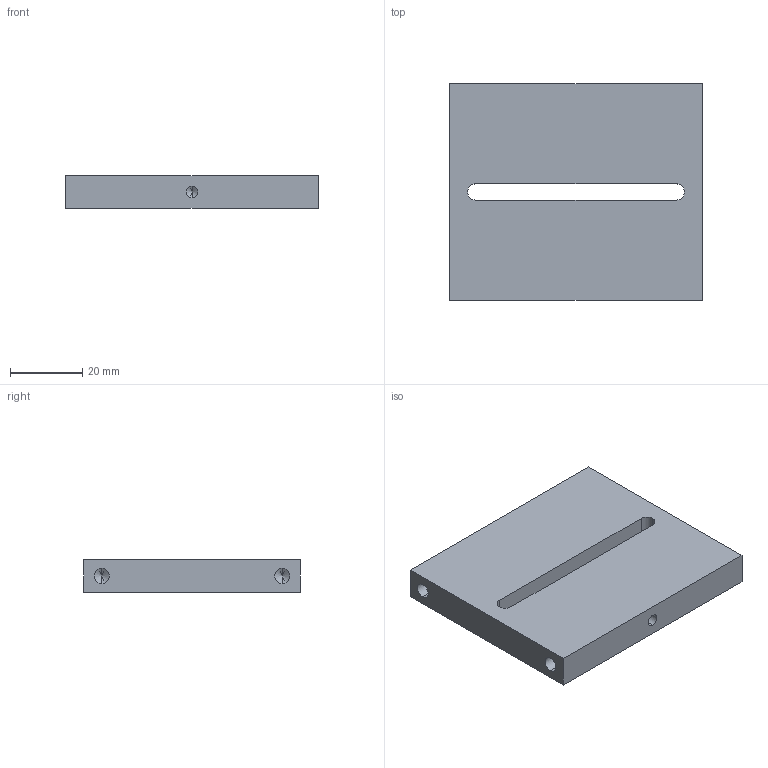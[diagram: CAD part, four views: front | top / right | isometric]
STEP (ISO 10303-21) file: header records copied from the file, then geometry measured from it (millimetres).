
FILE_DESCRIPTION (( 'STEP AP214' ), '1' );
FILE_NAME ('XW-USI-012-Aa-glissiere-tendeur.STEP', '2020-05-25T07:05:56', ( '' ), ( '' ), 'SwSTEP 2.0', 'SolidWorks 2016', '' );
FILE_SCHEMA (( 'AUTOMOTIVE_DESIGN' ));
Length unit declared in the file: millimetre
Products named in the file (1): XW-USI-012-Aa-glissiere-tendeur
Bounding box: 70 x 60 x 9 mm (x, y, z)
Volume: 34330.6 mm3; surface area: 12417.7 mm2
Topology: 1 solids, 1 shells, 36 faces, 90 edges, 50 vertices
Faces by surface type: cylinder 16, cone 12, plane 8
Entity records: 1156 total; most frequent: DIRECTION 184, CARTESIAN_POINT 165, ORIENTED_EDGE 156, EDGE_CURVE 78, AXIS2_PLACEMENT_3D 69, VERTEX_POINT 50, VECTOR 46, LINE 46
